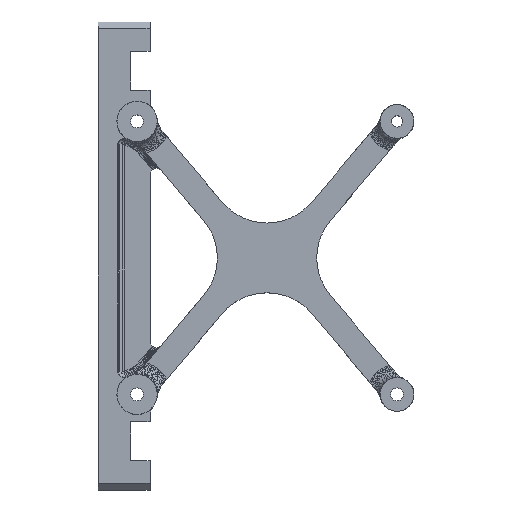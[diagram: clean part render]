
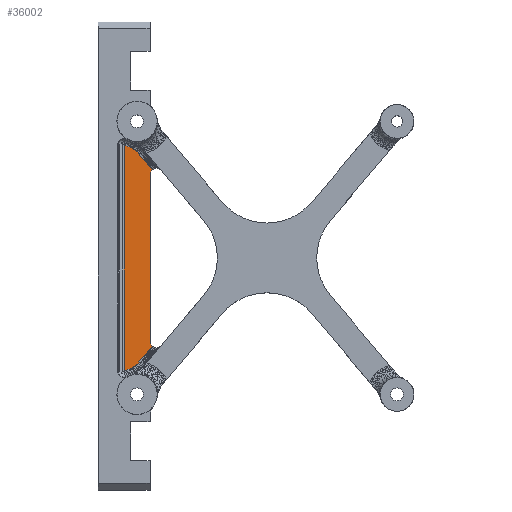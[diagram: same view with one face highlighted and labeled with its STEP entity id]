
A CAD part, top view. The second image highlights one B-rep face of the part: STEP entity #36002.
In plain terms, the highlighted planar face has unit normal (0, 0, 1).
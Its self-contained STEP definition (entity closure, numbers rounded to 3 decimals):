
#7226 = VERTEX_POINT('',#7227);
#7227 = CARTESIAN_POINT('',(-131.707,-8.723,
    3.8));
#7233 = EDGE_CURVE('',#7226,#7234,#7236,.T.);
#7234 = VERTEX_POINT('',#7235);
#7235 = CARTESIAN_POINT('',(-132.226,-8.942,
    3.8));
#7236 = LINE('',#7237,#7238);
#7237 = CARTESIAN_POINT('',(-131.707,-8.723,
    3.8));
#7238 = VECTOR('',#7239,1.);
#7239 = DIRECTION('',(-0.921,-0.389,0.));
#10537 = VERTEX_POINT('',#10538);
#10538 = CARTESIAN_POINT('',(-128.64,-5.417,
    3.8));
#10544 = EDGE_CURVE('',#10537,#10545,#10547,.T.);
#10545 = VERTEX_POINT('',#10546);
#10546 = CARTESIAN_POINT('',(-130.836,-8.017,
    3.8));
#10547 = LINE('',#10548,#10549);
#10548 = CARTESIAN_POINT('',(-128.64,-5.417,
    3.8));
#10549 = VECTOR('',#10550,1.);
#10550 = DIRECTION('',(-0.645,-0.764,0.));
#13527 = VERTEX_POINT('',#13528);
#13528 = CARTESIAN_POINT('',(-131.239,-8.411,
    3.8));
#13535 = EDGE_CURVE('',#10545,#13527,#13536,.T.);
#13536 = LINE('',#13537,#13538);
#13537 = CARTESIAN_POINT('',(-130.836,-8.017,
    3.8));
#13538 = VECTOR('',#13539,1.);
#13539 = DIRECTION('',(-0.714,-0.7,0.));
#13572 = EDGE_CURVE('',#13527,#7226,#13573,.T.);
#13573 = LINE('',#13574,#13575);
#13574 = CARTESIAN_POINT('',(-131.239,-8.411,
    3.8));
#13575 = VECTOR('',#13576,1.);
#13576 = DIRECTION('',(-0.832,-0.554,0.));
#13874 = EDGE_CURVE('',#13875,#10537,#13877,.T.);
#13875 = VERTEX_POINT('',#13876);
#13876 = CARTESIAN_POINT('',(-128.789,-5.26,
    3.8));
#13877 = LINE('',#13878,#13879);
#13878 = CARTESIAN_POINT('',(-128.789,-5.26,
    3.8));
#13879 = VECTOR('',#13880,1.);
#13880 = DIRECTION('',(0.689,-0.724,0.));
#13913 = EDGE_CURVE('',#13914,#13875,#13916,.T.);
#13914 = VERTEX_POINT('',#13915);
#13915 = CARTESIAN_POINT('',(-128.901,-5.074,
    3.8));
#13916 = LINE('',#13917,#13918);
#13917 = CARTESIAN_POINT('',(-128.901,-5.074,
    3.8));
#13918 = VECTOR('',#13919,1.);
#13919 = DIRECTION('',(0.517,-0.856,0.));
#13952 = EDGE_CURVE('',#13953,#13914,#13955,.T.);
#13953 = VERTEX_POINT('',#13954);
#13954 = CARTESIAN_POINT('',(-128.971,-4.868,
    3.8));
#13955 = LINE('',#13956,#13957);
#13956 = CARTESIAN_POINT('',(-128.971,-4.868,
    3.8));
#13957 = VECTOR('',#13958,1.);
#13958 = DIRECTION('',(0.32,-0.947,0.));
#13991 = EDGE_CURVE('',#13992,#13953,#13994,.T.);
#13992 = VERTEX_POINT('',#13993);
#13993 = CARTESIAN_POINT('',(-128.994,-4.653,
    3.8));
#13994 = LINE('',#13995,#13996);
#13995 = CARTESIAN_POINT('',(-128.994,-4.653,
    3.8));
#13996 = VECTOR('',#13997,1.);
#13997 = DIRECTION('',(0.108,-0.994,0.));
#14231 = VERTEX_POINT('',#14232);
#14232 = CARTESIAN_POINT('',(-132.49,-9.035,
    3.8));
#14239 = EDGE_CURVE('',#14231,#7234,#14240,.T.);
#14240 = LINE('',#14241,#14242);
#14241 = CARTESIAN_POINT('',(-132.49,-9.035,
    3.8));
#14242 = VECTOR('',#14243,1.);
#14243 = DIRECTION('',(0.943,0.333,0.));
#14277 = VERTEX_POINT('',#14278);
#14278 = CARTESIAN_POINT('',(-132.746,-9.146,
    3.8));
#14285 = EDGE_CURVE('',#14277,#14231,#14286,.T.);
#14286 = LINE('',#14287,#14288);
#14287 = CARTESIAN_POINT('',(-132.746,-9.146,
    3.8));
#14288 = VECTOR('',#14289,1.);
#14289 = DIRECTION('',(0.918,0.396,0.));
#14300 = VERTEX_POINT('',#14301);
#14301 = CARTESIAN_POINT('',(-132.994,-9.273,
    3.8));
#14308 = EDGE_CURVE('',#14300,#14277,#14309,.T.);
#14309 = LINE('',#14310,#14311);
#14310 = CARTESIAN_POINT('',(-132.994,-9.273,
    3.8));
#14311 = VECTOR('',#14312,1.);
#14312 = DIRECTION('',(0.889,0.458,0.));
#16835 = VERTEX_POINT('',#16836);
#16836 = CARTESIAN_POINT('',(-131.239,24.706,
    3.8));
#16842 = EDGE_CURVE('',#16843,#16835,#16845,.T.);
#16843 = VERTEX_POINT('',#16844);
#16844 = CARTESIAN_POINT('',(-130.836,24.312,
    3.8));
#16845 = LINE('',#16846,#16847);
#16846 = CARTESIAN_POINT('',(-130.836,24.312,
    3.8));
#16847 = VECTOR('',#16848,1.);
#16848 = DIRECTION('',(-0.714,0.7,0.));
#17117 = EDGE_CURVE('',#17118,#17120,#17122,.T.);
#17118 = VERTEX_POINT('',#17119);
#17119 = CARTESIAN_POINT('',(-132.226,25.237,
    3.8));
#17120 = VERTEX_POINT('',#17121);
#17121 = CARTESIAN_POINT('',(-132.49,25.33,
    3.8));
#17122 = LINE('',#17123,#17124);
#17123 = CARTESIAN_POINT('',(-132.226,25.237,
    3.8));
#17124 = VECTOR('',#17125,1.);
#17125 = DIRECTION('',(-0.943,0.333,0.));
#17172 = EDGE_CURVE('',#17120,#17173,#17175,.T.);
#17173 = VERTEX_POINT('',#17174);
#17174 = CARTESIAN_POINT('',(-132.746,25.441,
    3.8));
#17175 = LINE('',#17176,#17177);
#17176 = CARTESIAN_POINT('',(-132.49,25.33,
    3.8));
#17177 = VECTOR('',#17178,1.);
#17178 = DIRECTION('',(-0.918,0.396,0.));
#17218 = EDGE_CURVE('',#17173,#17219,#17221,.T.);
#17219 = VERTEX_POINT('',#17220);
#17220 = CARTESIAN_POINT('',(-132.994,25.568,
    3.8));
#17221 = LINE('',#17222,#17223);
#17222 = CARTESIAN_POINT('',(-132.746,25.441,
    3.8));
#17223 = VECTOR('',#17224,1.);
#17224 = DIRECTION('',(-0.889,0.458,0.));
#25768 = VERTEX_POINT('',#25769);
#25769 = CARTESIAN_POINT('',(-131.707,25.018,
    3.8));
#25776 = EDGE_CURVE('',#25768,#17118,#25777,.T.);
#25777 = LINE('',#25778,#25779);
#25778 = CARTESIAN_POINT('',(-131.707,25.018,
    3.8));
#25779 = VECTOR('',#25780,1.);
#25780 = DIRECTION('',(-0.921,0.389,0.));
#25813 = EDGE_CURVE('',#16835,#25768,#25814,.T.);
#25814 = LINE('',#25815,#25816);
#25815 = CARTESIAN_POINT('',(-131.239,24.706,
    3.8));
#25816 = VECTOR('',#25817,1.);
#25817 = DIRECTION('',(-0.832,0.554,0.));
#25861 = EDGE_CURVE('',#25862,#16843,#25864,.T.);
#25862 = VERTEX_POINT('',#25863);
#25863 = CARTESIAN_POINT('',(-128.64,21.712,
    3.8));
#25864 = LINE('',#25865,#25866);
#25865 = CARTESIAN_POINT('',(-128.64,21.712,
    3.8));
#25866 = VECTOR('',#25867,1.);
#25867 = DIRECTION('',(-0.645,0.764,0.));
#26162 = EDGE_CURVE('',#26163,#25862,#26165,.T.);
#26163 = VERTEX_POINT('',#26164);
#26164 = CARTESIAN_POINT('',(-128.789,21.555,
    3.8));
#26165 = LINE('',#26166,#26167);
#26166 = CARTESIAN_POINT('',(-128.789,21.555,
    3.8));
#26167 = VECTOR('',#26168,1.);
#26168 = DIRECTION('',(0.689,0.724,0.));
#26442 = VERTEX_POINT('',#26443);
#26443 = CARTESIAN_POINT('',(-128.901,21.369,
    3.8));
#26450 = EDGE_CURVE('',#26442,#26163,#26451,.T.);
#26451 = LINE('',#26452,#26453);
#26452 = CARTESIAN_POINT('',(-128.901,21.369,
    3.8));
#26453 = VECTOR('',#26454,1.);
#26454 = DIRECTION('',(0.517,0.856,0.));
#26481 = VERTEX_POINT('',#26482);
#26482 = CARTESIAN_POINT('',(-128.971,21.164,
    3.8));
#26489 = EDGE_CURVE('',#26481,#26442,#26490,.T.);
#26490 = LINE('',#26491,#26492);
#26491 = CARTESIAN_POINT('',(-128.971,21.164,
    3.8));
#26492 = VECTOR('',#26493,1.);
#26493 = DIRECTION('',(0.32,0.947,0.));
#26520 = VERTEX_POINT('',#26521);
#26521 = CARTESIAN_POINT('',(-128.994,20.948,
    3.8));
#26528 = EDGE_CURVE('',#26520,#26481,#26529,.T.);
#26529 = LINE('',#26530,#26531);
#26530 = CARTESIAN_POINT('',(-128.994,20.948,
    3.8));
#26531 = VECTOR('',#26532,1.);
#26532 = DIRECTION('',(0.108,0.994,0.));
#35895 = EDGE_CURVE('',#17219,#14300,#35896,.T.);
#35896 = LINE('',#35897,#35898);
#35897 = CARTESIAN_POINT('',(-132.994,25.568,
    3.8));
#35898 = VECTOR('',#35899,1.);
#35899 = DIRECTION('',(0.,-1.,0.));
#36002 = ADVANCED_FACE('',(#36003),#36034,.T.);
#36003 = FACE_BOUND('',#36004,.T.);
#36004 = EDGE_LOOP('',(#36005,#36006,#36007,#36008,#36009,#36010,#36011,
    #36012,#36013,#36014,#36020,#36021,#36022,#36023,#36024,#36025,
    #36026,#36027,#36028,#36029,#36030,#36031,#36032,#36033));
#36005 = ORIENTED_EDGE('',*,*,#14239,.T.);
#36006 = ORIENTED_EDGE('',*,*,#7233,.F.);
#36007 = ORIENTED_EDGE('',*,*,#13572,.F.);
#36008 = ORIENTED_EDGE('',*,*,#13535,.F.);
#36009 = ORIENTED_EDGE('',*,*,#10544,.F.);
#36010 = ORIENTED_EDGE('',*,*,#13874,.F.);
#36011 = ORIENTED_EDGE('',*,*,#13913,.F.);
#36012 = ORIENTED_EDGE('',*,*,#13952,.F.);
#36013 = ORIENTED_EDGE('',*,*,#13991,.F.);
#36014 = ORIENTED_EDGE('',*,*,#36015,.T.);
#36015 = EDGE_CURVE('',#13992,#26520,#36016,.T.);
#36016 = LINE('',#36017,#36018);
#36017 = CARTESIAN_POINT('',(-128.994,-4.653,
    3.8));
#36018 = VECTOR('',#36019,1.);
#36019 = DIRECTION('',(0.,1.,0.));
#36020 = ORIENTED_EDGE('',*,*,#26528,.T.);
#36021 = ORIENTED_EDGE('',*,*,#26489,.T.);
#36022 = ORIENTED_EDGE('',*,*,#26450,.T.);
#36023 = ORIENTED_EDGE('',*,*,#26162,.T.);
#36024 = ORIENTED_EDGE('',*,*,#25861,.T.);
#36025 = ORIENTED_EDGE('',*,*,#16842,.T.);
#36026 = ORIENTED_EDGE('',*,*,#25813,.T.);
#36027 = ORIENTED_EDGE('',*,*,#25776,.T.);
#36028 = ORIENTED_EDGE('',*,*,#17117,.T.);
#36029 = ORIENTED_EDGE('',*,*,#17172,.T.);
#36030 = ORIENTED_EDGE('',*,*,#17218,.T.);
#36031 = ORIENTED_EDGE('',*,*,#35895,.T.);
#36032 = ORIENTED_EDGE('',*,*,#14308,.T.);
#36033 = ORIENTED_EDGE('',*,*,#14285,.T.);
#36034 = PLANE('',#36035);
#36035 = AXIS2_PLACEMENT_3D('',#36036,#36037,#36038);
#36036 = CARTESIAN_POINT('',(-131.138,8.148,
    3.8));
#36037 = DIRECTION('',(0.,0.,1.));
#36038 = DIRECTION('',(1.,0.,0.));
